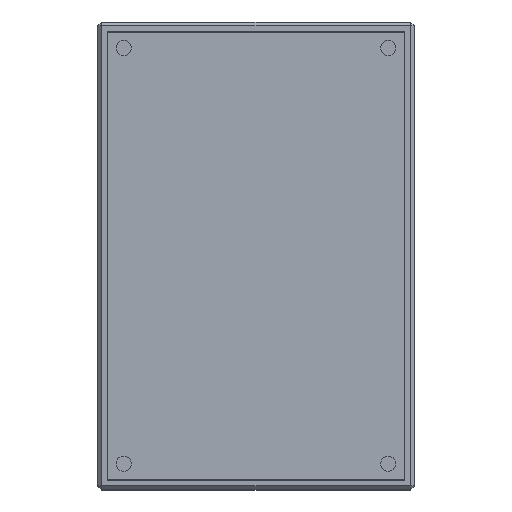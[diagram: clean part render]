
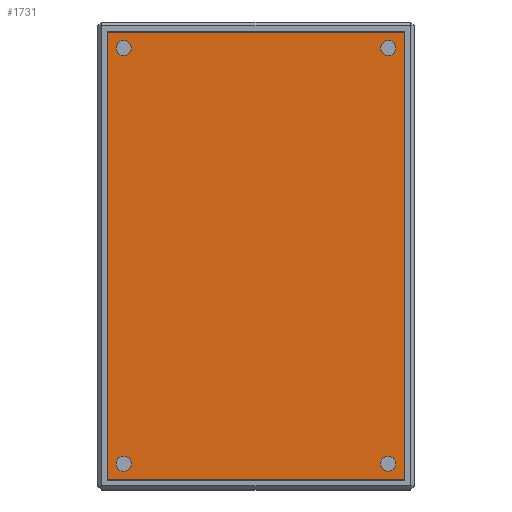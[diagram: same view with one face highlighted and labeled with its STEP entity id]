
A CAD part, top view. The second image highlights one B-rep face of the part: STEP entity #1731.
In plain terms, the highlighted planar face has unit normal (0, 0, 1).
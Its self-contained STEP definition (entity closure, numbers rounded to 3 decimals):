
#36=FACE_BOUND('',#335,.T.);
#37=FACE_BOUND('',#336,.T.);
#38=FACE_BOUND('',#337,.T.);
#39=FACE_BOUND('',#338,.T.);
#119=PLANE('',#1874);
#218=FACE_OUTER_BOUND('',#334,.T.);
#334=EDGE_LOOP('',(#1576,#1577,#1578,#1579));
#335=EDGE_LOOP('',(#1580));
#336=EDGE_LOOP('',(#1581));
#337=EDGE_LOOP('',(#1582));
#338=EDGE_LOOP('',(#1583));
#526=LINE('',#2759,#730);
#530=LINE('',#2767,#734);
#533=LINE('',#2773,#737);
#536=LINE('',#2778,#740);
#730=VECTOR('',#2288,10.);
#734=VECTOR('',#2294,10.);
#737=VECTOR('',#2299,10.);
#740=VECTOR('',#2304,10.);
#780=CIRCLE('',#1859,1.6);
#782=CIRCLE('',#1862,1.6);
#784=CIRCLE('',#1865,1.6);
#786=CIRCLE('',#1868,1.6);
#904=VERTEX_POINT('',#2733);
#906=VERTEX_POINT('',#2739);
#908=VERTEX_POINT('',#2745);
#910=VERTEX_POINT('',#2751);
#912=VERTEX_POINT('',#2757);
#913=VERTEX_POINT('',#2758);
#916=VERTEX_POINT('',#2766);
#918=VERTEX_POINT('',#2772);
#1122=EDGE_CURVE('',#904,#904,#780,.T.);
#1125=EDGE_CURVE('',#906,#906,#782,.T.);
#1128=EDGE_CURVE('',#908,#908,#784,.T.);
#1131=EDGE_CURVE('',#910,#910,#786,.T.);
#1134=EDGE_CURVE('',#912,#913,#526,.T.);
#1138=EDGE_CURVE('',#916,#912,#530,.T.);
#1141=EDGE_CURVE('',#918,#916,#533,.T.);
#1144=EDGE_CURVE('',#913,#918,#536,.T.);
#1576=ORIENTED_EDGE('',*,*,#1144,.F.);
#1577=ORIENTED_EDGE('',*,*,#1134,.F.);
#1578=ORIENTED_EDGE('',*,*,#1138,.F.);
#1579=ORIENTED_EDGE('',*,*,#1141,.F.);
#1580=ORIENTED_EDGE('',*,*,#1122,.T.);
#1581=ORIENTED_EDGE('',*,*,#1125,.T.);
#1582=ORIENTED_EDGE('',*,*,#1128,.T.);
#1583=ORIENTED_EDGE('',*,*,#1131,.T.);
#1731=ADVANCED_FACE('',(#218,#36,#37,#38,#39),#119,.T.);
#1859=AXIS2_PLACEMENT_3D('',#2734,#2260,#2261);
#1862=AXIS2_PLACEMENT_3D('',#2740,#2267,#2268);
#1865=AXIS2_PLACEMENT_3D('',#2746,#2274,#2275);
#1868=AXIS2_PLACEMENT_3D('',#2752,#2281,#2282);
#1874=AXIS2_PLACEMENT_3D('',#2780,#2306,#2307);
#2260=DIRECTION('center_axis',(0.,0.,-1.));
#2261=DIRECTION('ref_axis',(-1.,0.,0.));
#2267=DIRECTION('center_axis',(0.,0.,-1.));
#2268=DIRECTION('ref_axis',(-1.,0.,0.));
#2274=DIRECTION('center_axis',(0.,0.,-1.));
#2275=DIRECTION('ref_axis',(-1.,0.,0.));
#2281=DIRECTION('center_axis',(0.,0.,-1.));
#2282=DIRECTION('ref_axis',(-1.,0.,0.));
#2288=DIRECTION('',(0.,1.,0.));
#2294=DIRECTION('',(-1.,0.,0.));
#2299=DIRECTION('',(0.,-1.,0.));
#2304=DIRECTION('',(1.,0.,0.));
#2306=DIRECTION('center_axis',(0.,0.,1.));
#2307=DIRECTION('ref_axis',(-1.,0.,0.));
#2733=CARTESIAN_POINT('',(26.1,54.589,31.));
#2734=CARTESIAN_POINT('Origin',(24.5,54.589,31.));
#2739=CARTESIAN_POINT('',(-29.9,-33.411,31.));
#2740=CARTESIAN_POINT('Origin',(-31.5,-33.411,31.));
#2745=CARTESIAN_POINT('',(-29.9,54.589,31.));
#2746=CARTESIAN_POINT('Origin',(-31.5,54.589,31.));
#2751=CARTESIAN_POINT('',(26.074,-33.411,31.));
#2752=CARTESIAN_POINT('Origin',(24.474,-33.411,31.));
#2757=CARTESIAN_POINT('',(-34.85,-36.761,31.));
#2758=CARTESIAN_POINT('',(-34.85,57.939,31.));
#2759=CARTESIAN_POINT('',(-34.85,-36.761,31.));
#2766=CARTESIAN_POINT('',(27.85,-36.761,31.));
#2767=CARTESIAN_POINT('',(27.85,-36.761,31.));
#2772=CARTESIAN_POINT('',(27.85,57.939,31.));
#2773=CARTESIAN_POINT('',(27.85,57.939,31.));
#2778=CARTESIAN_POINT('',(-34.85,57.939,31.));
#2780=CARTESIAN_POINT('Origin',(-3.5,10.589,31.));
